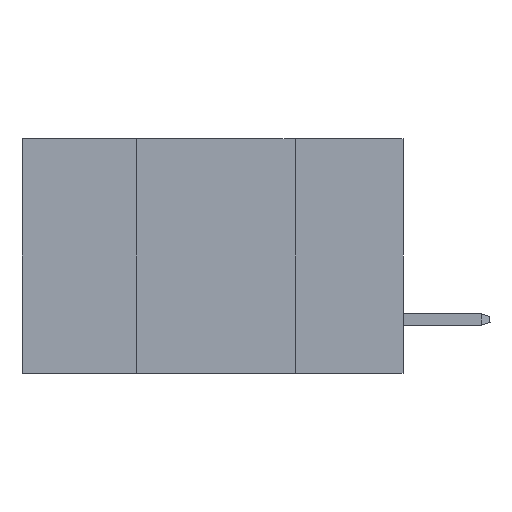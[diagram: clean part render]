
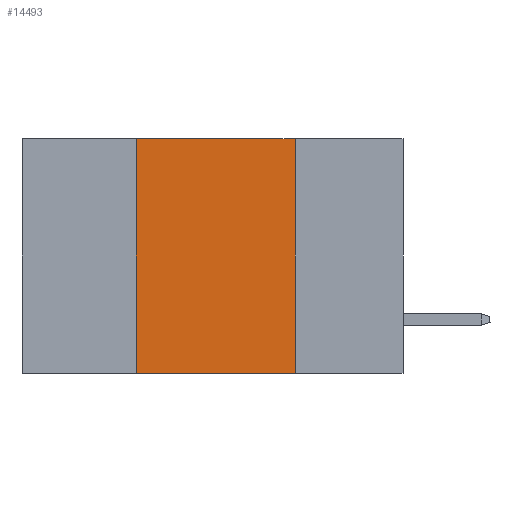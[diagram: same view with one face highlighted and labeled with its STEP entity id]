
A CAD part, left-side view. The second image highlights one B-rep face of the part: STEP entity #14493.
In plain terms, the highlighted planar face has unit normal (-1, 0, 0).
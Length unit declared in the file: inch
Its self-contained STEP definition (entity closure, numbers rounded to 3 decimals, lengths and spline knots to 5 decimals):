
#260 = ORIENTED_EDGE ( 'NONE', *, *, #18753, .F. ) ;
#322 = CARTESIAN_POINT ( 'NONE',  ( 0., 0.42, -0.37 ) ) ;
#797 = DIRECTION ( 'NONE',  ( 0., -1., 0. ) ) ;
#1187 = LINE ( 'NONE', #10904, #6694 ) ;
#2434 = EDGE_CURVE ( 'NONE', #21911, #4542, #22424, .T. ) ;
#2818 = CARTESIAN_POINT ( 'NONE',  ( 0., 0.17, 0. ) ) ;
#2988 = CARTESIAN_POINT ( 'NONE',  ( 0., 0.42, 0. ) ) ;
#3174 = PLANE ( 'NONE',  #20820 ) ;
#3328 = VERTEX_POINT ( 'NONE', #2988 ) ;
#3497 = VECTOR ( 'NONE', #9130, 39.37008 ) ;
#3847 = ORIENTED_EDGE ( 'NONE', *, *, #13554, .F. ) ;
#4422 = CARTESIAN_POINT ( 'NONE',  ( 0., 0.17, 0. ) ) ;
#4542 = VERTEX_POINT ( 'NONE', #12094 ) ;
#6658 = EDGE_LOOP ( 'NONE', ( #12990, #3847, #260, #18165 ) ) ;
#6694 = VECTOR ( 'NONE', #797, 39.37008 ) ;
#9130 = DIRECTION ( 'NONE',  ( 0., 0., 1. ) ) ;
#9991 = VERTEX_POINT ( 'NONE', #4422 ) ;
#10726 = DIRECTION ( 'NONE',  ( 0., -1., 0. ) ) ;
#10805 = FACE_OUTER_BOUND ( 'NONE', #6658, .T. ) ;
#10838 = LINE ( 'NONE', #2818, #13494 ) ;
#10904 = CARTESIAN_POINT ( 'NONE',  ( 0., 0.6, 0. ) ) ;
#11074 = LINE ( 'NONE', #16797, #3497 ) ;
#12094 = CARTESIAN_POINT ( 'NONE',  ( 0., 0.17, -0.37 ) ) ;
#12990 = ORIENTED_EDGE ( 'NONE', *, *, #19632, .F. ) ;
#13494 = VECTOR ( 'NONE', #18772, 39.37008 ) ;
#13554 = EDGE_CURVE ( 'NONE', #3328, #9991, #1187, .T. ) ;
#14493 = ADVANCED_FACE ( 'NONE', ( #10805 ), #3174, .F. ) ;
#14645 = CARTESIAN_POINT ( 'NONE',  ( 0., 0.6, -0.37 ) ) ;
#14739 = DIRECTION ( 'NONE',  ( 1., 0., 0. ) ) ;
#16797 = CARTESIAN_POINT ( 'NONE',  ( 0., 0.42, 0. ) ) ;
#18165 = ORIENTED_EDGE ( 'NONE', *, *, #2434, .T. ) ;
#18511 = VECTOR ( 'NONE', #10726, 39.37008 ) ;
#18753 = EDGE_CURVE ( 'NONE', #21911, #3328, #11074, .T. ) ;
#18772 = DIRECTION ( 'NONE',  ( 0., 0., -1. ) ) ;
#19632 = EDGE_CURVE ( 'NONE', #9991, #4542, #10838, .T. ) ;
#20820 = AXIS2_PLACEMENT_3D ( 'NONE', #23031, #14739, #20940 ) ;
#20940 = DIRECTION ( 'NONE',  ( 0., 0., -1. ) ) ;
#21911 = VERTEX_POINT ( 'NONE', #322 ) ;
#22424 = LINE ( 'NONE', #14645, #18511 ) ;
#23031 = CARTESIAN_POINT ( 'NONE',  ( 0., 0.6, 0. ) ) ;
